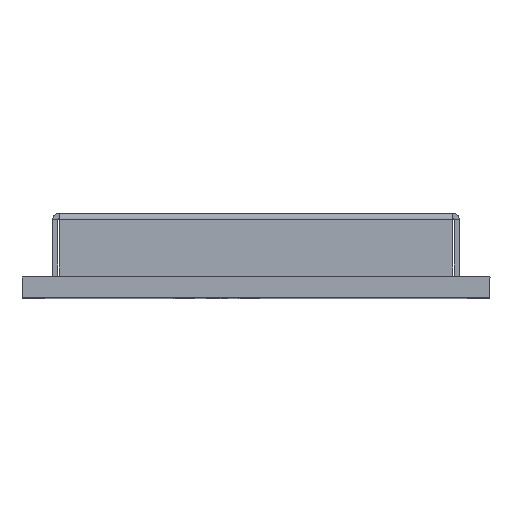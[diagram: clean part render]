
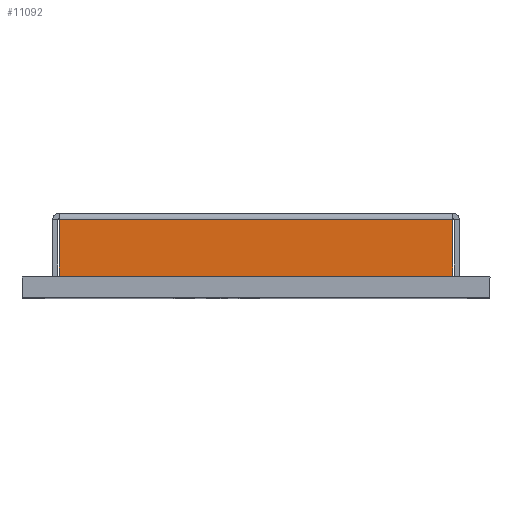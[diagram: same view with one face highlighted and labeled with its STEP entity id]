
A CAD part, top view. The second image highlights one B-rep face of the part: STEP entity #11092.
In plain terms, the highlighted planar face has unit normal (0, 0, 1).
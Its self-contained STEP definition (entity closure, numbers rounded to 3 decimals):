
#60 = EDGE_CURVE ( 'NONE', #3794, #5172, #22335, .T. ) ;
#120 = DIRECTION ( 'NONE',  ( 0., -1., 0. ) ) ;
#192 = VECTOR ( 'NONE', #17235, 1000. ) ;
#411 = CARTESIAN_POINT ( 'NONE',  ( 7.572, 0., 8.5 ) ) ;
#527 = LINE ( 'NONE', #411, #11170 ) ;
#3472 = CARTESIAN_POINT ( 'NONE',  ( 0., 3., 8.5 ) ) ;
#3794 = VERTEX_POINT ( 'NONE', #19865 ) ;
#3918 = DIRECTION ( 'NONE',  ( 0., 1., 0. ) ) ;
#5114 = PLANE ( 'NONE',  #5163 ) ;
#5163 = AXIS2_PLACEMENT_3D ( 'NONE', #20906, #14122, #120 ) ;
#5172 = VERTEX_POINT ( 'NONE', #14249 ) ;
#5610 = DIRECTION ( 'NONE',  ( -1., 0., 0. ) ) ;
#6367 = ORIENTED_EDGE ( 'NONE', *, *, #10757, .F. ) ;
#7074 = LINE ( 'NONE', #14014, #14266 ) ;
#10708 = FACE_OUTER_BOUND ( 'NONE', #15007, .T. ) ;
#10757 = EDGE_CURVE ( 'NONE', #22034, #5172, #7074, .T. ) ;
#11092 = ADVANCED_FACE ( 'NONE', ( #10708 ), #5114, .T. ) ;
#11170 = VECTOR ( 'NONE', #3918, 1000. ) ;
#11327 = ORIENTED_EDGE ( 'NONE', *, *, #22331, .F. ) ;
#11900 = VERTEX_POINT ( 'NONE', #17546 ) ;
#14014 = CARTESIAN_POINT ( 'NONE',  ( -7.572, 3.05, 8.5 ) ) ;
#14122 = DIRECTION ( 'NONE',  ( 0., 0., 1. ) ) ;
#14249 = CARTESIAN_POINT ( 'NONE',  ( -7.572, 3., 8.5 ) ) ;
#14266 = VECTOR ( 'NONE', #16480, 1000. ) ;
#14270 = CARTESIAN_POINT ( 'NONE',  ( -7.825, 0.8, 8.5 ) ) ;
#14381 = LINE ( 'NONE', #14270, #16468 ) ;
#15007 = EDGE_LOOP ( 'NONE', ( #6367, #11327, #16247, #17049 ) ) ;
#16247 = ORIENTED_EDGE ( 'NONE', *, *, #19003, .T. ) ;
#16468 = VECTOR ( 'NONE', #5610, 1000. ) ;
#16480 = DIRECTION ( 'NONE',  ( 0., 1., 0. ) ) ;
#16562 = CARTESIAN_POINT ( 'NONE',  ( -7.572, 0.8, 8.5 ) ) ;
#17049 = ORIENTED_EDGE ( 'NONE', *, *, #60, .T. ) ;
#17235 = DIRECTION ( 'NONE',  ( -1., 0., 0. ) ) ;
#17546 = CARTESIAN_POINT ( 'NONE',  ( 7.572, 0.8, 8.5 ) ) ;
#19003 = EDGE_CURVE ( 'NONE', #11900, #3794, #527, .T. ) ;
#19865 = CARTESIAN_POINT ( 'NONE',  ( 7.572, 3., 8.5 ) ) ;
#20906 = CARTESIAN_POINT ( 'NONE',  ( 0., 0., 8.5 ) ) ;
#22034 = VERTEX_POINT ( 'NONE', #16562 ) ;
#22331 = EDGE_CURVE ( 'NONE', #11900, #22034, #14381, .T. ) ;
#22335 = LINE ( 'NONE', #3472, #192 ) ;
